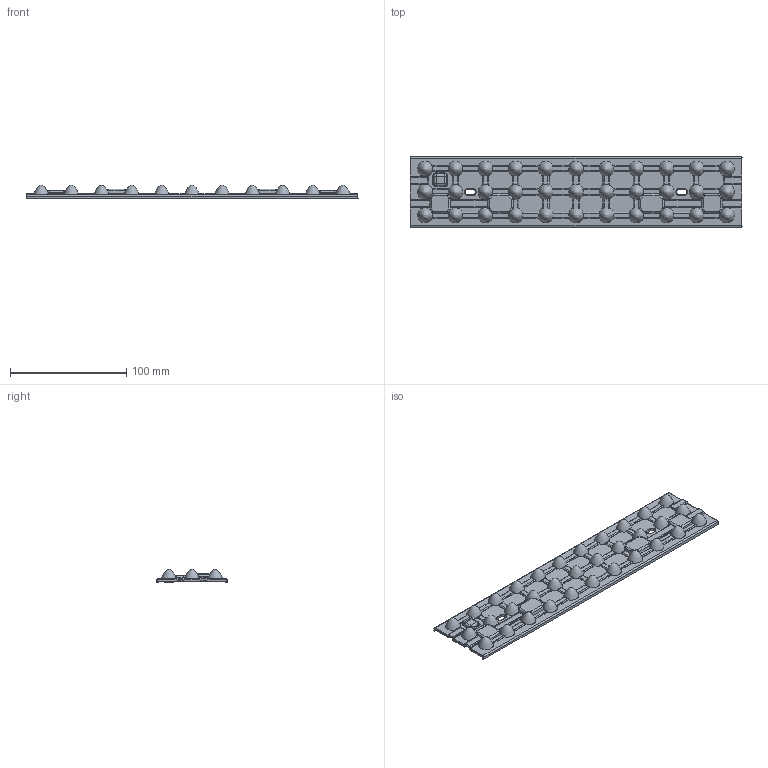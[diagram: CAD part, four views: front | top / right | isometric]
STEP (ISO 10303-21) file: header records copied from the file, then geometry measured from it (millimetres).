
FILE_DESCRIPTION (( 'STEP AP214' ), '1' );
FILE_NAME ('12939_Rev-3_NB_SBoard_Customer.STEP', '2015-09-10T15:20:56', ( '' ), ( '' ), 'SwSTEP 2.0', 'SolidWorks 2014', '' );
FILE_SCHEMA (( 'AUTOMOTIVE_DESIGN' ));
Products named in the file (1): 12939_Rev-3_NB_SBoard_Customer
Bounding box: 286 x 61 x 11.6 mm (x, y, z)
Volume: 51847.1 mm3; surface area: 44692.4 mm2
Topology: 1 solids, 1 shells, 2520 faces, 6840 edges, 4315 vertices
Faces by surface type: plane 1127, bspline 647, cylinder 620, sphere 84, cone 30, torus 12
Entity records: 119230 total; most frequent: CARTESIAN_POINT 66055, ORIENTED_EDGE 13540, DIRECTION 7444, EDGE_CURVE 6770, VERTEX_POINT 4315, B_SPLINE_CURVE_WITH_KNOTS 3530, AXIS2_PLACEMENT_3D 2726, EDGE_LOOP 2619
